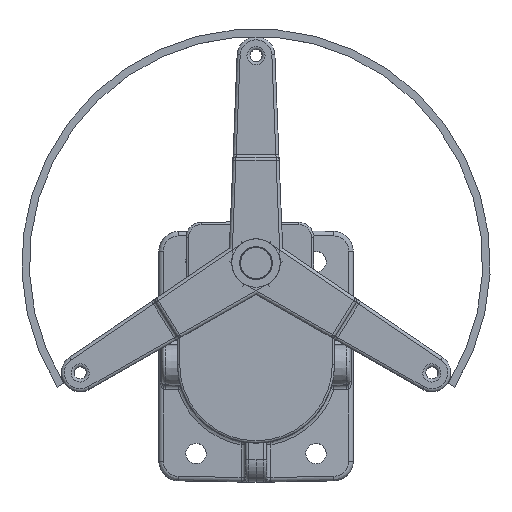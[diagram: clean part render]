
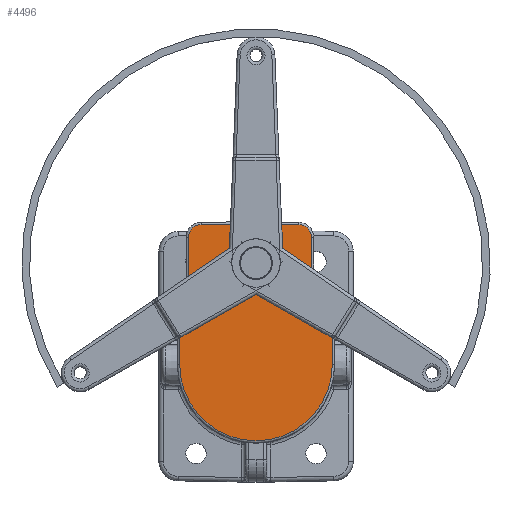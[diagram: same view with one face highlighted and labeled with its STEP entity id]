
A CAD part, top view. The second image highlights one B-rep face of the part: STEP entity #4496.
In plain terms, the highlighted planar face has unit normal (0, 0, 1).
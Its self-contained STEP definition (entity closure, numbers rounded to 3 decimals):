
#582=LINE('',#8738,#793);
#584=LINE('',#8745,#795);
#634=LINE('',#10759,#845);
#635=LINE('',#10768,#846);
#636=LINE('',#10785,#847);
#638=LINE('',#10797,#849);
#640=LINE('',#10809,#851);
#793=VECTOR('',#5711,10.);
#795=VECTOR('',#5719,10.);
#845=VECTOR('',#5963,10.);
#846=VECTOR('',#5976,10.);
#847=VECTOR('',#5997,10.);
#849=VECTOR('',#6011,10.);
#851=VECTOR('',#6029,10.);
#1329=FACE_OUTER_BOUND('',#1635,.T.);
#1635=EDGE_LOOP('',(#3859,#3860,#3861,#3862,#3863,#3864,#3865,#3866,#3867,
#3868,#3869,#3870,#3871));
#1880=CIRCLE('',#4968,8.5);
#1884=CIRCLE('',#4974,4.5);
#1887=CIRCLE('',#4978,8.5);
#1891=CIRCLE('',#4984,50.5);
#1894=CIRCLE('',#4989,8.5);
#1897=CIRCLE('',#4993,8.5);
#2174=VERTEX_POINT('',#8725);
#2177=VERTEX_POINT('',#8737);
#2179=VERTEX_POINT('',#8743);
#2254=VERTEX_POINT('',#10743);
#2257=VERTEX_POINT('',#10757);
#2258=VERTEX_POINT('',#10761);
#2259=VERTEX_POINT('',#10766);
#2261=VERTEX_POINT('',#10771);
#2263=VERTEX_POINT('',#10777);
#2265=VERTEX_POINT('',#10783);
#2267=VERTEX_POINT('',#10789);
#2269=VERTEX_POINT('',#10795);
#2271=VERTEX_POINT('',#10804);
#2652=EDGE_CURVE('',#2174,#2177,#582,.T.);
#2656=EDGE_CURVE('',#2179,#2174,#584,.T.);
#2794=EDGE_CURVE('',#2257,#2254,#634,.T.);
#2796=EDGE_CURVE('',#2258,#2257,#1880,.T.);
#2799=EDGE_CURVE('',#2259,#2258,#635,.T.);
#2801=EDGE_CURVE('',#2261,#2259,#1884,.T.);
#2804=EDGE_CURVE('',#2263,#2261,#1887,.T.);
#2807=EDGE_CURVE('',#2265,#2263,#636,.T.);
#2810=EDGE_CURVE('',#2267,#2265,#1891,.T.);
#2813=EDGE_CURVE('',#2269,#2267,#638,.T.);
#2815=EDGE_CURVE('',#2177,#2269,#1894,.T.);
#2818=EDGE_CURVE('',#2271,#2179,#1897,.T.);
#2820=EDGE_CURVE('',#2254,#2271,#640,.T.);
#3859=ORIENTED_EDGE('',*,*,#2794,.F.);
#3860=ORIENTED_EDGE('',*,*,#2796,.F.);
#3861=ORIENTED_EDGE('',*,*,#2799,.F.);
#3862=ORIENTED_EDGE('',*,*,#2801,.F.);
#3863=ORIENTED_EDGE('',*,*,#2804,.F.);
#3864=ORIENTED_EDGE('',*,*,#2807,.F.);
#3865=ORIENTED_EDGE('',*,*,#2810,.F.);
#3866=ORIENTED_EDGE('',*,*,#2813,.F.);
#3867=ORIENTED_EDGE('',*,*,#2815,.F.);
#3868=ORIENTED_EDGE('',*,*,#2652,.F.);
#3869=ORIENTED_EDGE('',*,*,#2656,.F.);
#3870=ORIENTED_EDGE('',*,*,#2818,.F.);
#3871=ORIENTED_EDGE('',*,*,#2820,.F.);
#4284=PLANE('',#5007);
#4496=ADVANCED_FACE('',(#1329),#4284,.T.);
#4968=AXIS2_PLACEMENT_3D('',#10763,#5968,#5969);
#4974=AXIS2_PLACEMENT_3D('',#10773,#5981,#5982);
#4978=AXIS2_PLACEMENT_3D('',#10779,#5989,#5990);
#4984=AXIS2_PLACEMENT_3D('',#10791,#6003,#6004);
#4989=AXIS2_PLACEMENT_3D('',#10800,#6015,#6016);
#4993=AXIS2_PLACEMENT_3D('',#10806,#6023,#6024);
#5007=AXIS2_PLACEMENT_3D('',#10845,#6062,#6063);
#5711=DIRECTION('',(1.,-0.015,0.));
#5719=DIRECTION('',(0.,-1.,0.));
#5963=DIRECTION('',(1.,0.015,0.));
#5968=DIRECTION('center_axis',(0.,0.,-1.));
#5969=DIRECTION('ref_axis',(-0.712,0.702,0.));
#5976=DIRECTION('',(0.,1.,0.));
#5981=DIRECTION('center_axis',(0.,0.,1.));
#5982=DIRECTION('ref_axis',(0.883,-0.47,0.));
#5989=DIRECTION('center_axis',(0.,0.,-1.));
#5990=DIRECTION('ref_axis',(-0.883,0.47,0.));
#5997=DIRECTION('',(0.,1.,0.));
#6003=DIRECTION('center_axis',(0.,0.,-1.));
#6004=DIRECTION('ref_axis',(0.,-1.,0.));
#6011=DIRECTION('',(0.,-1.,0.));
#6015=DIRECTION('center_axis',(0.,0.,-1.));
#6016=DIRECTION('ref_axis',(0.712,0.702,0.));
#6023=DIRECTION('center_axis',(0.,0.,-1.));
#6024=DIRECTION('ref_axis',(0.714,0.7,0.));
#6029=DIRECTION('',(1.,-0.019,0.));
#6062=DIRECTION('center_axis',(0.,0.,1.));
#6063=DIRECTION('ref_axis',(1.,0.,0.));
#8725=CARTESIAN_POINT('',(36.75,50.579,185.));
#8737=CARTESIAN_POINT('',(42.126,50.499,185.));
#8738=CARTESIAN_POINT('',(0.291,51.12,185.));
#8743=CARTESIAN_POINT('',(36.75,84.,185.));
#8745=CARTESIAN_POINT('',(36.75,47.166,185.));
#10743=CARTESIAN_POINT('',(-0.003,93.039,185.));
#10757=CARTESIAN_POINT('',(-36.376,92.499,185.));
#10759=CARTESIAN_POINT('',(-18.801,92.76,185.));
#10761=CARTESIAN_POINT('',(-44.75,84.,185.));
#10763=CARTESIAN_POINT('Origin',(-36.25,84.,185.));
#10766=CARTESIAN_POINT('',(-44.75,52.791,185.));
#10768=CARTESIAN_POINT('',(-44.75,29.166,185.));
#10771=CARTESIAN_POINT('',(-46.74,49.055,185.));
#10773=CARTESIAN_POINT('Origin',(-49.25,52.791,185.));
#10777=CARTESIAN_POINT('',(-50.5,42.,185.));
#10779=CARTESIAN_POINT('Origin',(-42.,42.,185.));
#10783=CARTESIAN_POINT('',(-50.5,0.,185.));
#10785=CARTESIAN_POINT('',(-50.5,5.166,185.));
#10789=CARTESIAN_POINT('',(50.5,0.,185.));
#10791=CARTESIAN_POINT('Origin',(0.,0.,185.));
#10795=CARTESIAN_POINT('',(50.5,42.,185.));
#10797=CARTESIAN_POINT('',(50.5,26.166,185.));
#10800=CARTESIAN_POINT('Origin',(42.,42.,185.));
#10804=CARTESIAN_POINT('',(28.412,92.498,185.));
#10806=CARTESIAN_POINT('Origin',(28.25,84.,185.));
#10809=CARTESIAN_POINT('',(0.772,93.024,185.));
#10845=CARTESIAN_POINT('Origin',(0.,10.333,
185.));
